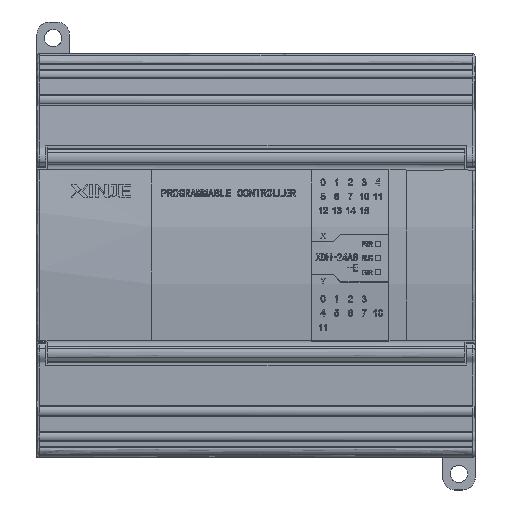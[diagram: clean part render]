
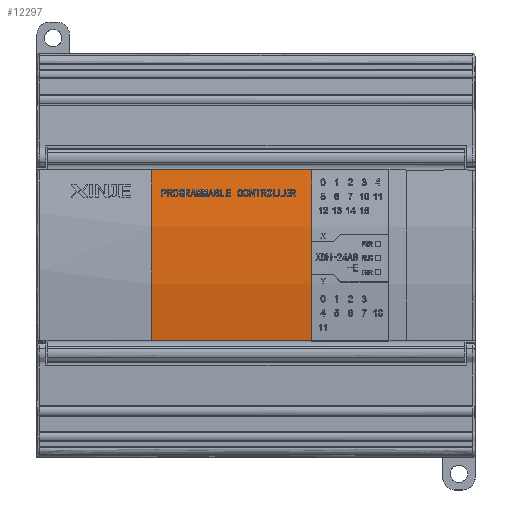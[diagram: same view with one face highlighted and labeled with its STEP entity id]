
A CAD part, top view. The second image highlights one B-rep face of the part: STEP entity #12297.
In plain terms, the highlighted free-form (B-spline) face has degree [1, 3] with [2, 4] control points.
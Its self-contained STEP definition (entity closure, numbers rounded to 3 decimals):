
#9103=B_SPLINE_CURVE_WITH_KNOTS('',3,(#110700,#110701,#110702,#110703),
 .UNSPECIFIED.,.F.,.F.,(4,4),(-42.834,0.),.UNSPECIFIED.);
#9112=B_SPLINE_CURVE_WITH_KNOTS('',3,(#110738,#110739,#110740,#110741),
 .UNSPECIFIED.,.F.,.F.,(4,4),(-39.766,0.),.UNSPECIFIED.);
#9116=B_SPLINE_CURVE_WITH_KNOTS('',3,(#110753,#110754,#110755,#110756),
 .UNSPECIFIED.,.F.,.F.,(4,4),(-39.766,0.),.UNSPECIFIED.);
#12297=ADVANCED_FACE('',(#15134),#48759,.T.);
#15134=FACE_OUTER_BOUND('',#18168,.T.);
#18168=EDGE_LOOP('',(#32743,#32744,#32745,#32746));
#32743=ORIENTED_EDGE('',*,*,#41312,.T.);
#32744=ORIENTED_EDGE('',*,*,#41294,.T.);
#32745=ORIENTED_EDGE('',*,*,#41307,.T.);
#32746=ORIENTED_EDGE('',*,*,#41292,.T.);
#41292=EDGE_CURVE('',#48260,#48257,#42934,.T.);
#41294=EDGE_CURVE('',#48258,#48259,#9103,.T.);
#41307=EDGE_CURVE('',#48259,#48260,#9112,.T.);
#41312=EDGE_CURVE('',#48257,#48258,#9116,.T.);
#42934=(
BOUNDED_CURVE()
B_SPLINE_CURVE(3,(#110694,#110695,#110696,#110697),.UNSPECIFIED.,.F.,.F.)
B_SPLINE_CURVE_WITH_KNOTS((4,4),(0.,42.835),.UNSPECIFIED.)
CURVE()
GEOMETRIC_REPRESENTATION_ITEM()
RATIONAL_B_SPLINE_CURVE((1.,0.991,0.991,1.))
REPRESENTATION_ITEM('')
);
#48257=VERTEX_POINT('',#92515);
#48258=VERTEX_POINT('',#92516);
#48259=VERTEX_POINT('',#92517);
#48260=VERTEX_POINT('',#92518);
#48759=(
BOUNDED_SURFACE()
B_SPLINE_SURFACE(1,3,((#82138,#82139,#82140,#82141),(#82142,#82143,#82144,
#82145)),.UNSPECIFIED.,.F.,.F.,.F.)
B_SPLINE_SURFACE_WITH_KNOTS((2,2),(4,4),(0.,39.766),(0.,42.836),
 .UNSPECIFIED.)
GEOMETRIC_REPRESENTATION_ITEM()
RATIONAL_B_SPLINE_SURFACE(((1.,0.991,0.991,
1.),(1.,0.991,0.991,
1.)))
REPRESENTATION_ITEM('')
SURFACE()
);
#82138=CARTESIAN_POINT('',(-325.305,59.708,132.226));
#82139=CARTESIAN_POINT('',(-325.305,73.789,134.593));
#82140=CARTESIAN_POINT('',(-325.305,88.067,134.593));
#82141=CARTESIAN_POINT('',(-325.305,102.148,132.226));
#82142=CARTESIAN_POINT('',(-285.539,59.708,132.226));
#82143=CARTESIAN_POINT('',(-285.539,73.789,134.593));
#82144=CARTESIAN_POINT('',(-285.539,88.068,134.593));
#82145=CARTESIAN_POINT('',(-285.539,102.148,132.226));
#92515=CARTESIAN_POINT('',(-325.305,59.708,132.226));
#92516=CARTESIAN_POINT('',(-285.539,59.708,132.226));
#92517=CARTESIAN_POINT('',(-285.539,102.148,132.226));
#92518=CARTESIAN_POINT('',(-325.305,102.148,132.226));
#110694=CARTESIAN_POINT('',(-325.305,102.148,132.226));
#110695=CARTESIAN_POINT('',(-325.305,88.068,134.593));
#110696=CARTESIAN_POINT('',(-325.305,73.789,134.593));
#110697=CARTESIAN_POINT('',(-325.305,59.708,132.226));
#110700=CARTESIAN_POINT('',(-285.539,59.708,132.226));
#110701=CARTESIAN_POINT('',(-285.539,73.744,134.585));
#110702=CARTESIAN_POINT('',(-285.539,88.113,134.585));
#110703=CARTESIAN_POINT('',(-285.539,102.148,132.226));
#110738=CARTESIAN_POINT('',(-285.539,102.148,132.226));
#110739=CARTESIAN_POINT('',(-298.794,102.148,132.226));
#110740=CARTESIAN_POINT('',(-312.05,102.148,132.226));
#110741=CARTESIAN_POINT('',(-325.305,102.148,132.226));
#110753=CARTESIAN_POINT('',(-325.305,59.708,132.226));
#110754=CARTESIAN_POINT('',(-312.05,59.708,132.226));
#110755=CARTESIAN_POINT('',(-298.794,59.708,132.226));
#110756=CARTESIAN_POINT('',(-285.539,59.708,132.226));
